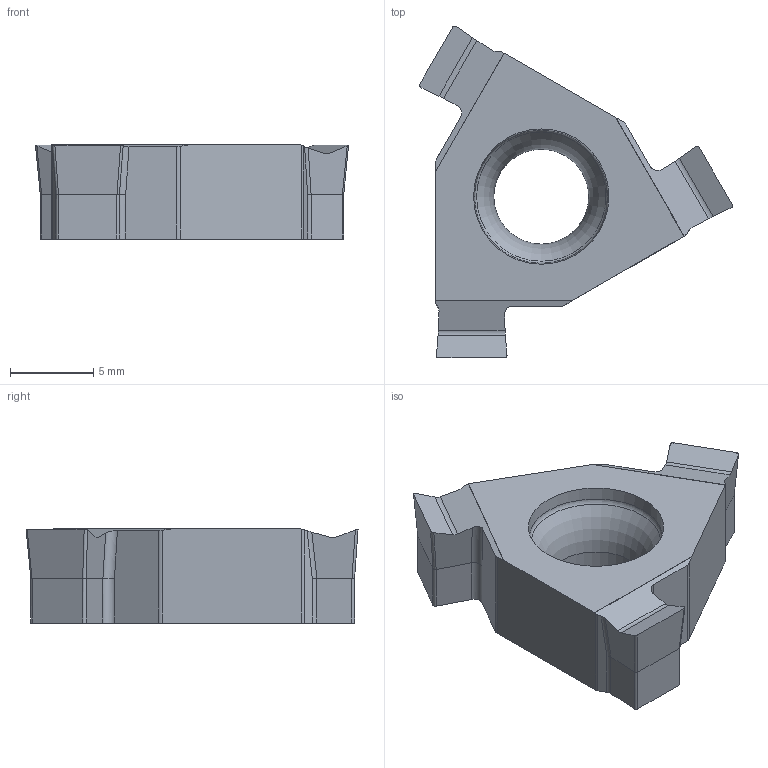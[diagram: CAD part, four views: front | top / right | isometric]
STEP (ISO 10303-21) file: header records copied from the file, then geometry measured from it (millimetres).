
FILE_DESCRIPTION(/* description */ (''),/* implementation_level */ '2;1');
FILE_NAME(/* name */ '1568368532827.stp',/* time_stamp */ '2019-09-13T15:25:43+06:00',/* author */ (''),/* organization */ ('SMS'),/* preprocessor_version */ 'ST-DEVELOPER v15',/* originating_system */ 'SIEMENS PLM Software NX 8.5',/* authorisation */ '');
FILE_SCHEMA (('AUTOMOTIVE_DESIGN { 1 0 10303 214 3 1 1 1 }'));
Length unit declared in the file: millimetre
Products named in the file (1): 202418889mod000_00
Bounding box: 18.81 x 19.95 x 5.66 mm (x, y, z)
Volume: 889.9 mm3; surface area: 800.6 mm2
Topology: 1 solids, 1 shells, 75 faces, 219 edges, 148 vertices
Faces by surface type: cylinder 37, plane 35, torus 2, cone 1
Full cylindrical faces by diameter (mm): 5.7 x1
Entity records: 2655 total; most frequent: CARTESIAN_POINT 558, DIRECTION 448, ORIENTED_EDGE 424, EDGE_CURVE 212, AXIS2_PLACEMENT_3D 158, VERTEX_POINT 143, LINE 132, VECTOR 132
